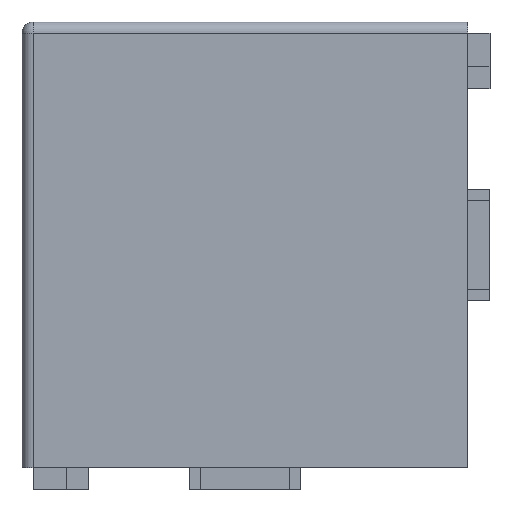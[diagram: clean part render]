
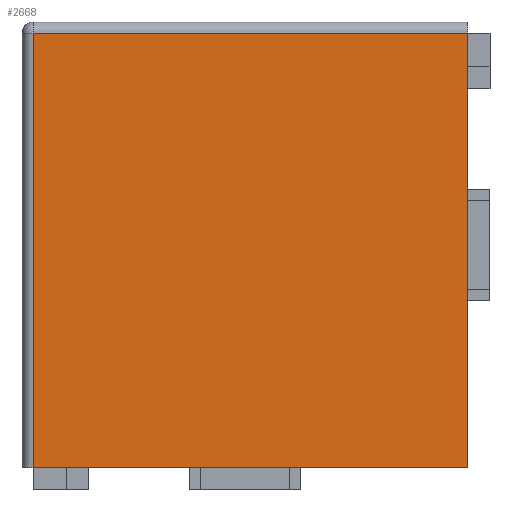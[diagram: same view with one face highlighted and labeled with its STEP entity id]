
A CAD part, left-side view. The second image highlights one B-rep face of the part: STEP entity #2668.
In plain terms, the highlighted planar face has unit normal (-1, 0, 0).
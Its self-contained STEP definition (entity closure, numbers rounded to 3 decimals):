
#267=CARTESIAN_POINT('',(-40.0,0.0,0.0));
#268=VERTEX_POINT('',#267);
#275=CARTESIAN_POINT('',(-40.0,39.0,0.0));
#276=VERTEX_POINT('',#275);
#277=CARTESIAN_POINT('',(-40.0,0.0,0.0));
#278=DIRECTION('',(0.0,1.0,0.0));
#279=VECTOR('',#278,39.0);
#280=LINE('',#277,#279);
#281=EDGE_CURVE('',#268,#276,#280,.T.);
#2093=CARTESIAN_POINT('',(-40.,39.0,39.));
#2094=VERTEX_POINT('',#2093);
#2095=CARTESIAN_POINT('',(-40.,39.0,0.0));
#2096=DIRECTION('',(0.0,0.0,1.0));
#2097=VECTOR('',#2096,39.);
#2098=LINE('',#2095,#2097);
#2099=EDGE_CURVE('',#276,#2094,#2098,.T.);
#2124=CARTESIAN_POINT('',(-40.,0.0,39.));
#2125=VERTEX_POINT('',#2124);
#2150=CARTESIAN_POINT('',(-40.,39.0,39.));
#2151=DIRECTION('',(0.0,-1.0,0.0));
#2152=VECTOR('',#2151,39.0);
#2153=LINE('',#2150,#2152);
#2154=EDGE_CURVE('',#2094,#2125,#2153,.T.);
#2472=CARTESIAN_POINT('',(-40.0,0.0,0.0));
#2473=DIRECTION('',(0.0,0.0,1.0));
#2474=VECTOR('',#2473,39.);
#2475=LINE('',#2472,#2474);
#2476=EDGE_CURVE('',#268,#2125,#2475,.T.);
#2657=CARTESIAN_POINT('',(-40.0,0.0,0.0));
#2658=DIRECTION('',(-1.0,0.0,0.0));
#2659=DIRECTION('',(0.0,0.0,1.0));
#2660=AXIS2_PLACEMENT_3D('',#2657,#2658,#2659);
#2661=PLANE('',#2660);
#2662=ORIENTED_EDGE('',*,*,#2099,.F.);
#2663=ORIENTED_EDGE('',*,*,#281,.F.);
#2664=ORIENTED_EDGE('',*,*,#2476,.T.);
#2665=ORIENTED_EDGE('',*,*,#2154,.F.);
#2666=EDGE_LOOP('',(#2662,#2663,#2664,#2665));
#2667=FACE_OUTER_BOUND('',#2666,.T.);
#2668=ADVANCED_FACE('',(#2667),#2661,.T.);
